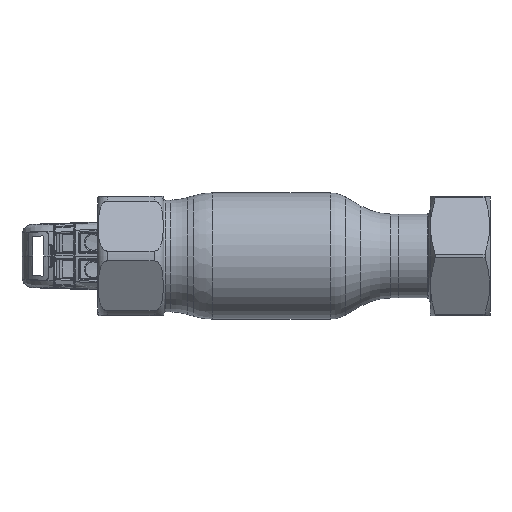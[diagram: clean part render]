
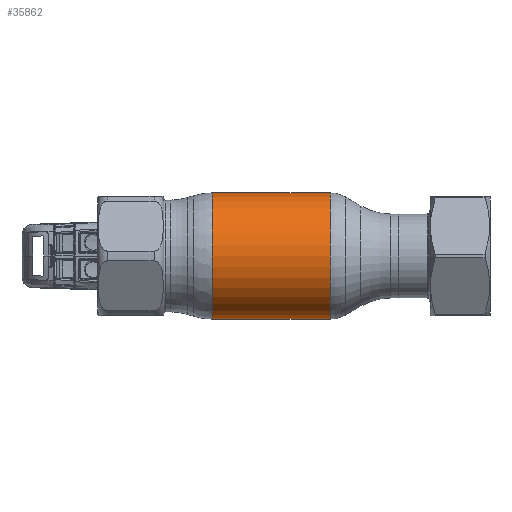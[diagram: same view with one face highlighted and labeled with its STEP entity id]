
A CAD part, front view. The second image highlights one B-rep face of the part: STEP entity #35862.
In plain terms, the highlighted cylindrical face has radius 19 mm (diameter 38 mm), a partial arc.
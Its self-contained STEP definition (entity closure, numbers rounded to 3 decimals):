
#152 = VERTEX_POINT ( 'NONE', #38625 ) ;
#335 = ORIENTED_EDGE ( 'NONE', *, *, #37884, .T. ) ;
#1402 = AXIS2_PLACEMENT_3D ( 'NONE', #61481, #28636, #67025 ) ;
#1972 = CARTESIAN_POINT ( 'NONE',  ( 62.69, 0., 19. ) ) ;
#2830 = ORIENTED_EDGE ( 'NONE', *, *, #21335, .T. ) ;
#4400 = VERTEX_POINT ( 'NONE', #34723 ) ;
#6239 = CIRCLE ( 'NONE', #60536, 19. ) ;
#13118 = ORIENTED_EDGE ( 'NONE', *, *, #51168, .F. ) ;
#17056 = CIRCLE ( 'NONE', #1402, 19. ) ;
#17792 = LINE ( 'NONE', #42976, #32367 ) ;
#19982 = CARTESIAN_POINT ( 'NONE',  ( -17.411, 0., -19. ) ) ;
#21335 = EDGE_CURVE ( 'NONE', #152, #56352, #6239, .T. ) ;
#24832 = DIRECTION ( 'NONE',  ( 1., 0., 0. ) ) ;
#24896 = VECTOR ( 'NONE', #40566, 1000. ) ;
#25061 = DIRECTION ( 'NONE',  ( 0., 0., -1. ) ) ;
#26092 = CARTESIAN_POINT ( 'NONE',  ( -17.411, 0., 0. ) ) ;
#28636 = DIRECTION ( 'NONE',  ( 1., 0., 0. ) ) ;
#31619 = DIRECTION ( 'NONE',  ( 0., 0., -1. ) ) ;
#32217 = DIRECTION ( 'NONE',  ( 1., 0., 0. ) ) ;
#32367 = VECTOR ( 'NONE', #32217, 1000. ) ;
#34359 = CYLINDRICAL_SURFACE ( 'NONE', #55389, 19. ) ;
#34723 = CARTESIAN_POINT ( 'NONE',  ( 18.088, 0., -19. ) ) ;
#35862 = ADVANCED_FACE ( 'NONE', ( #54086 ), #34359, .T. ) ;
#37884 = EDGE_CURVE ( 'NONE', #56352, #4400, #17792, .T. ) ;
#38625 = CARTESIAN_POINT ( 'NONE',  ( -17.411, 0., 19. ) ) ;
#40566 = DIRECTION ( 'NONE',  ( 1., 0., 0. ) ) ;
#40768 = VERTEX_POINT ( 'NONE', #59975 ) ;
#42976 = CARTESIAN_POINT ( 'NONE',  ( 62.69, 0., -19. ) ) ;
#46415 = EDGE_CURVE ( 'NONE', #152, #40768, #54054, .T. ) ;
#51168 = EDGE_CURVE ( 'NONE', #40768, #4400, #17056, .T. ) ;
#54054 = LINE ( 'NONE', #1972, #24896 ) ;
#54086 = FACE_OUTER_BOUND ( 'NONE', #58809, .T. ) ;
#55389 = AXIS2_PLACEMENT_3D ( 'NONE', #57414, #24832, #25061 ) ;
#56352 = VERTEX_POINT ( 'NONE', #19982 ) ;
#57414 = CARTESIAN_POINT ( 'NONE',  ( 62.69, 0., 0. ) ) ;
#58809 = EDGE_LOOP ( 'NONE', ( #59717, #2830, #335, #13118 ) ) ;
#59717 = ORIENTED_EDGE ( 'NONE', *, *, #46415, .F. ) ;
#59975 = CARTESIAN_POINT ( 'NONE',  ( 18.088, 0., 19. ) ) ;
#60536 = AXIS2_PLACEMENT_3D ( 'NONE', #26092, #64413, #31619 ) ;
#61481 = CARTESIAN_POINT ( 'NONE',  ( 18.088, 0., 0. ) ) ;
#64413 = DIRECTION ( 'NONE',  ( 1., 0., 0. ) ) ;
#67025 = DIRECTION ( 'NONE',  ( 0., 0., -1. ) ) ;
